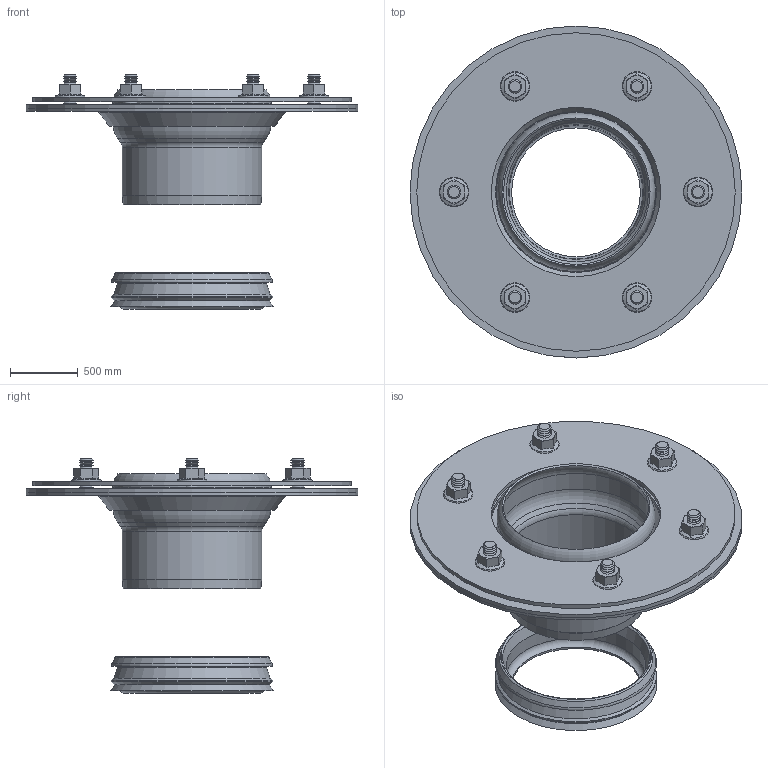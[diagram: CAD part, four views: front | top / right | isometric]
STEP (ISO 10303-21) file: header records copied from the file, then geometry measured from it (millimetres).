
FILE_DESCRIPTION(/* description */ (''),/* implementation_level */ '2;1');
FILE_NAME(/* name */ '20446.070X_3D.stp',/* time_stamp */ '2024-12-12T08:12:49+01:00',/* author */ ('CAD'),/* organization */ (''),/* preprocessor_version */ 'ST-DEVELOPER v20',/* originating_system */ 'AutoCAD Mechanical',/* authorisation */ '');
FILE_SCHEMA (('AUTOMOTIVE_DESIGN { 1 0 10303 214 3 1 1 }'));
Length unit declared in the file: centimetre
Products named in the file (6): Product; *S0; *U2; *U1; *U4; *U3
Assembly tree (15 placements, depth 3):
  Product
    *S0
    *U2
      *U1  x6
    *U4
      *U3  x6
Bounding box: 2450 x 2450 x 1730 mm (x, y, z)
Volume: 381389216 mm3; surface area: 31718517.7 mm2
Topology: 17 solids, 17 shells, 343 faces, 767 edges, 467 vertices
Faces by surface type: cone 220, plane 71, cylinder 30, torus 22
Full cylindrical faces by diameter (mm): 83.76 x6, 130 x12, 950 x1, 1000 x1, 1030 x1, 1036 x1, 1140 x1, 1170 x1, 1190 x1, 1250 x2, 2350 x1, 2450 x2
Entity records: 3535 total; most frequent: DIRECTION 666, CARTESIAN_POINT 611, ORIENTED_EDGE 518, AXIS2_PLACEMENT_3D 294, EDGE_CURVE 259, VERTEX_POINT 161, CIRCLE 160, EDGE_LOOP 150
